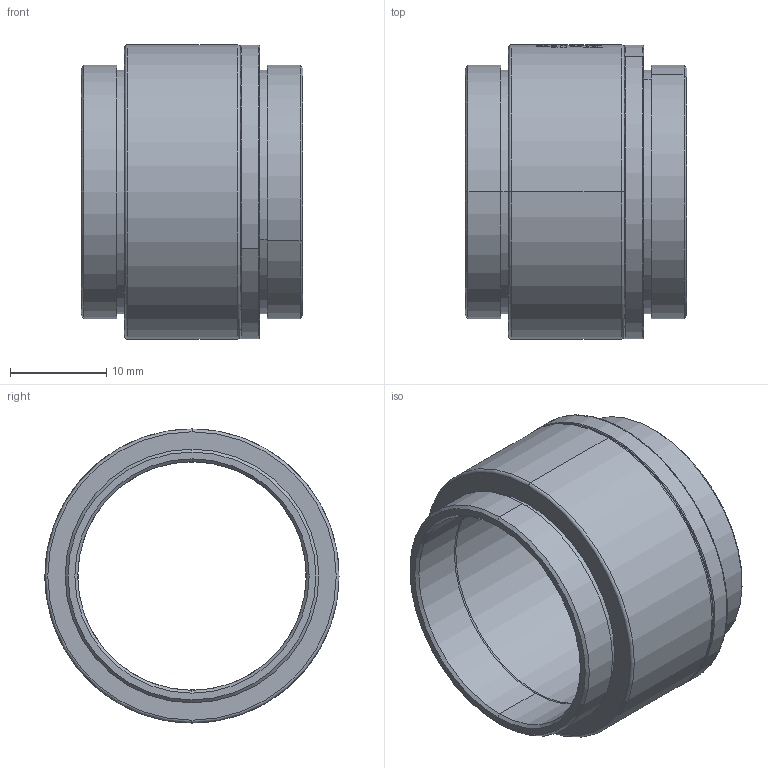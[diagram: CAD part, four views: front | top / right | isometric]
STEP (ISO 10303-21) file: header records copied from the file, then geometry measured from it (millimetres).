
FILE_DESCRIPTION (( 'STEP AP203' ), '1' );
FILE_NAME ('CSBL1-9A.STEP', '2025-11-13T01:38:45', ( '' ), ( '' ), 'SwSTEP 2.0', 'SolidWorks 2020', '' );
FILE_SCHEMA (( 'CONFIG_CONTROL_DESIGN' ));
Length unit declared in the file: millimetre
Products named in the file (1): CSBL1-9A
Bounding box: 23 x 30.5 x 30.5 mm (x, y, z)
Volume: 4743.3 mm3; surface area: 7287.5 mm2
Topology: 3 solids, 3 shells, 352 faces, 920 edges, 602 vertices
Faces by surface type: bspline 236, plane 56, cylinder 46, cone 10, torus 4
Entity records: 18866 total; most frequent: CARTESIAN_POINT 12134, ORIENTED_EDGE 1840, EDGE_CURVE 920, B_SPLINE_CURVE_WITH_KNOTS 687, VERTEX_POINT 602, DIRECTION 573, EDGE_LOOP 386, ADVANCED_FACE 352
